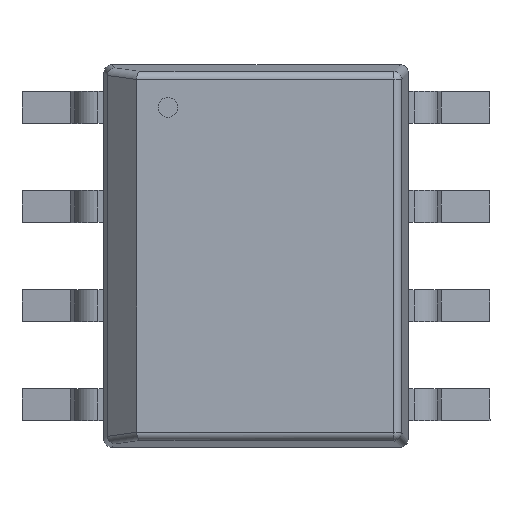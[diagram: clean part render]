
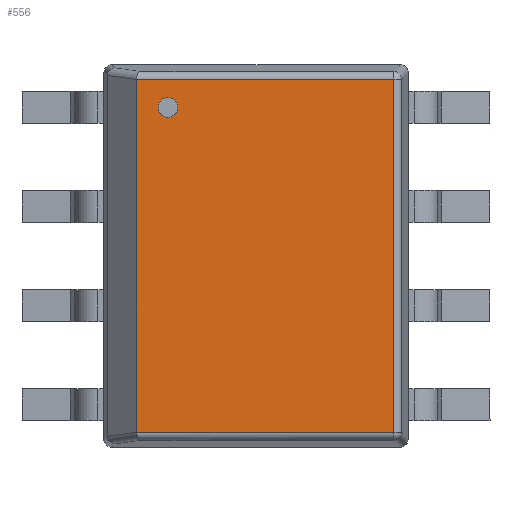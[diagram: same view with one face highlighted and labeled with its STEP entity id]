
A CAD part, top view. The second image highlights one B-rep face of the part: STEP entity #556.
In plain terms, the highlighted face is planar.
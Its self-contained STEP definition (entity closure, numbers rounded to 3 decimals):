
#10 = CARTESIAN_POINT ( 'NONE',  ( -1.13, 1.7, -1.903 ) ) ;
#91 = CARTESIAN_POINT ( 'NONE',  ( -1.53, 1.7, -2.265 ) ) ;
#155 = CARTESIAN_POINT ( 'NONE',  ( -1.53, 1.7, 2.265 ) ) ;
#420 = ORIENTED_EDGE ( 'NONE', *, *, #3030, .F. ) ;
#455 = DIRECTION ( 'NONE',  ( 0., 0., -1. ) ) ;
#465 = VERTEX_POINT ( 'NONE', #4037 ) ;
#556 = ADVANCED_FACE ( 'NONE', ( #2458, #2002 ), #3637, .T. ) ;
#586 = CARTESIAN_POINT ( 'NONE',  ( -1.403, 1.7, -2.265 ) ) ;
#594 = CARTESIAN_POINT ( 'NONE',  ( -1.53, 1.7, 2.261 ) ) ;
#686 = EDGE_CURVE ( 'NONE', #3866, #3449, #889, .T. ) ;
#789 = DIRECTION ( 'NONE',  ( 1., 0., 0. ) ) ;
#889 = LINE ( 'NONE', #2609, #2889 ) ;
#934 = CARTESIAN_POINT ( 'NONE',  ( -1.53, 1.7, -2.263 ) ) ;
#951 = CARTESIAN_POINT ( 'NONE',  ( -1.13, 1.7, -1.903 ) ) ;
#1022 = VECTOR ( 'NONE', #4680, 1000. ) ;
#1034 = EDGE_CURVE ( 'NONE', #3449, #3527, #3752, .T. ) ;
#1079 = CARTESIAN_POINT ( 'NONE',  ( -1.53, 1.7, 2.263 ) ) ;
#1109 = CARTESIAN_POINT ( 'NONE',  ( 1.753, 1.7, 2.265 ) ) ;
#1160 = CARTESIAN_POINT ( 'NONE',  ( -1.53, 1.7, 2.261 ) ) ;
#1182 = LINE ( 'NONE', #1109, #3368 ) ;
#1219 = DIRECTION ( 'NONE',  ( 0., 1., 0. ) ) ;
#1368 = CARTESIAN_POINT ( 'NONE',  ( -1.53, 1.7, -2.261 ) ) ;
#1527 = ORIENTED_EDGE ( 'NONE', *, *, #686, .T. ) ;
#1623 = ORIENTED_EDGE ( 'NONE', *, *, #2522, .F. ) ;
#1642 = DIRECTION ( 'NONE',  ( 1., 0., 0. ) ) ;
#1835 = ORIENTED_EDGE ( 'NONE', *, *, #4412, .F. ) ;
#1896 = CARTESIAN_POINT ( 'NONE',  ( 1.765, 1.7, -2.265 ) ) ;
#2002 = FACE_OUTER_BOUND ( 'NONE', #2335, .T. ) ;
#2031 = VERTEX_POINT ( 'NONE', #4349 ) ;
#2171 = VERTEX_POINT ( 'NONE', #1160 ) ;
#2237 = EDGE_CURVE ( 'NONE', #4419, #3866, #1182, .T. ) ;
#2287 = DIRECTION ( 'NONE',  ( 0., 1., 0. ) ) ;
#2335 = EDGE_LOOP ( 'NONE', ( #3737, #4894, #1527, #4792, #4021, #1835 ) ) ;
#2364 =( BOUNDED_CURVE ( )  B_SPLINE_CURVE ( 3, ( #594, #1079, #4374, #4295 ),
 .UNSPECIFIED., .F., .F. ) 
 B_SPLINE_CURVE_WITH_KNOTS ( ( 4, 4 ),
 ( 3.043, 3.084 ),
 .UNSPECIFIED. ) 
 CURVE ( )  GEOMETRIC_REPRESENTATION_ITEM ( )  RATIONAL_B_SPLINE_CURVE ( ( 1., 1., 1., 1. ) ) 
 REPRESENTATION_ITEM ( '' )  );
#2458 = FACE_BOUND ( 'NONE', #4616, .T. ) ;
#2511 = CARTESIAN_POINT ( 'NONE',  ( -1.53, 1.7, -2.265 ) ) ;
#2522 = EDGE_CURVE ( 'NONE', #4941, #2031, #5194, .T. ) ;
#2571 = CIRCLE ( 'NONE', #3092, 0.125 ) ;
#2609 = CARTESIAN_POINT ( 'NONE',  ( 1.765, 1.7, -2.253 ) ) ;
#2835 = CARTESIAN_POINT ( 'NONE',  ( 0., 1.7, 0. ) ) ;
#2889 = VECTOR ( 'NONE', #4239, 1000. ) ;
#3030 = EDGE_CURVE ( 'NONE', #2031, #4941, #2571, .T. ) ;
#3092 = AXIS2_PLACEMENT_3D ( 'NONE', #10, #4884, #1642 ) ;
#3368 = VECTOR ( 'NONE', #5262, 1000. ) ;
#3375 = VECTOR ( 'NONE', #455, 1000. ) ;
#3449 = VERTEX_POINT ( 'NONE', #1896 ) ;
#3527 = VERTEX_POINT ( 'NONE', #2511 ) ;
#3557 = EDGE_CURVE ( 'NONE', #3527, #465, #4886, .T. ) ;
#3637 = PLANE ( 'NONE',  #3967 ) ;
#3737 = ORIENTED_EDGE ( 'NONE', *, *, #4095, .T. ) ;
#3749 = LINE ( 'NONE', #3830, #3375 ) ;
#3752 = LINE ( 'NONE', #586, #1022 ) ;
#3830 = CARTESIAN_POINT ( 'NONE',  ( -1.53, 1.7, 0. ) ) ;
#3832 = DIRECTION ( 'NONE',  ( 1., 0., 0. ) ) ;
#3866 = VERTEX_POINT ( 'NONE', #4480 ) ;
#3967 = AXIS2_PLACEMENT_3D ( 'NONE', #2835, #1219, #789 ) ;
#4021 = ORIENTED_EDGE ( 'NONE', *, *, #3557, .T. ) ;
#4037 = CARTESIAN_POINT ( 'NONE',  ( -1.53, 1.7, -2.261 ) ) ;
#4095 = EDGE_CURVE ( 'NONE', #2171, #4419, #2364, .T. ) ;
#4239 = DIRECTION ( 'NONE',  ( 0., 0., -1. ) ) ;
#4295 = CARTESIAN_POINT ( 'NONE',  ( -1.53, 1.7, 2.265 ) ) ;
#4332 = AXIS2_PLACEMENT_3D ( 'NONE', #951, #2287, #3832 ) ;
#4349 = CARTESIAN_POINT ( 'NONE',  ( -1.005, 1.7, -1.903 ) ) ;
#4374 = CARTESIAN_POINT ( 'NONE',  ( -1.53, 1.7, 2.264 ) ) ;
#4412 = EDGE_CURVE ( 'NONE', #2171, #465, #3749, .T. ) ;
#4419 = VERTEX_POINT ( 'NONE', #155 ) ;
#4480 = CARTESIAN_POINT ( 'NONE',  ( 1.765, 1.7, 2.265 ) ) ;
#4616 = EDGE_LOOP ( 'NONE', ( #420, #1623 ) ) ;
#4680 = DIRECTION ( 'NONE',  ( -1., 0., 0. ) ) ;
#4792 = ORIENTED_EDGE ( 'NONE', *, *, #1034, .T. ) ;
#4884 = DIRECTION ( 'NONE',  ( 0., 1., 0. ) ) ;
#4886 =( BOUNDED_CURVE ( )  B_SPLINE_CURVE ( 3, ( #91, #5016, #934, #1368 ),
 .UNSPECIFIED., .F., .T. ) 
 B_SPLINE_CURVE_WITH_KNOTS ( ( 4, 4 ),
 ( 0.058, 0.099 ),
 .UNSPECIFIED. ) 
 CURVE ( )  GEOMETRIC_REPRESENTATION_ITEM ( )  RATIONAL_B_SPLINE_CURVE ( ( 1., 1., 1., 1. ) ) 
 REPRESENTATION_ITEM ( '' )  );
#4894 = ORIENTED_EDGE ( 'NONE', *, *, #2237, .T. ) ;
#4941 = VERTEX_POINT ( 'NONE', #5150 ) ;
#5016 = CARTESIAN_POINT ( 'NONE',  ( -1.53, 1.7, -2.264 ) ) ;
#5150 = CARTESIAN_POINT ( 'NONE',  ( -1.255, 1.7, -1.903 ) ) ;
#5194 = CIRCLE ( 'NONE', #4332, 0.125 ) ;
#5262 = DIRECTION ( 'NONE',  ( 1., 0., 0. ) ) ;
